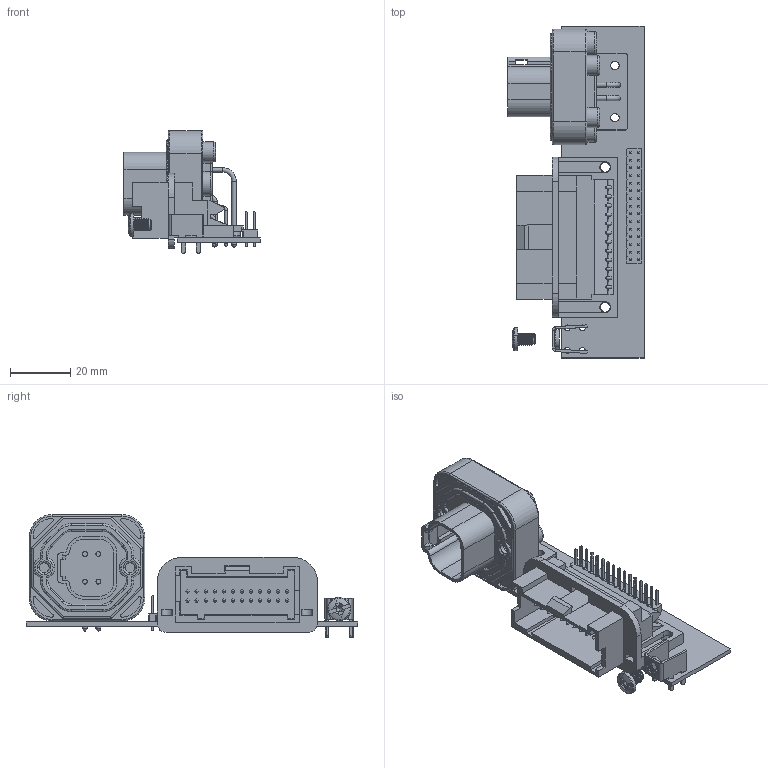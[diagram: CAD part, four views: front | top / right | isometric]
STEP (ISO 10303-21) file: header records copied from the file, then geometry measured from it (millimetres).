
FILE_DESCRIPTION(('KiCad electronic assembly'),'2;1');
FILE_NAME('VXDash_Connectors.step','2025-08-14T11:50:45',('Pcbnew'),( 'Kicad'),'Open CASCADE STEP processor 7.8','KiCad to STEP converter' ,'Unknown');
FILE_SCHEMA(('AUTOMOTIVE_DESIGN { 1 0 10303 214 1 1 1 1 }'));
Length unit declared in the file: millimetre
Products named in the file (15): VXDash_Connectors 1; PinHeader_2x15_P2.54mm_Vertical; Keystone_7765; 7764; 7799-1; DT13-4P; Body; Body001; Body002; Body003; Body004; Body005; Aptiv_12092886; 12092886_PART1; VXDash_Connectors_PCB
Assembly tree (14 placements, depth 3):
  VXDash_Connectors 1
    PinHeader_2x15_P2.54mm_Vertical
    Keystone_7765
      7764
      7799-1
    DT13-4P
      Body
      Body001
      Body002
      Body003
      Body004
      Body005
    Aptiv_12092886
      12092886_PART1
    VXDash_Connectors_PCB
Bounding box: 45.1 x 110 x 40.71 mm (x, y, z)
Volume: 34266 mm3; surface area: 31117.9 mm2
Topology: 11 solids, 11 shells, 1514 faces, 3953 edges, 2504 vertices
Faces by surface type: plane 916, cylinder 376, torus 84, bspline 68, sphere 48, cone 14, revolution 8
Full cylindrical faces by diameter (mm): 1 x30, 1.03 x96, 1.4 x24, 1.575 x8, 1.651 x8, 1.76 x4, 1.9 x4, 2.794 x3, 3.04 x3, 3.2 x2, 3.302 x4, 6.35 x3, 6.604 x4, 8.128 x2
Entity records: 53678 total; most frequent: CARTESIAN_POINT 11831, ORIENTED_EDGE 7806, DIRECTION 7442, EDGE_CURVE 3903, VERTEX_POINT 2504, AXIS2_PLACEMENT_3D 2498, LINE 2438, VECTOR 2438
